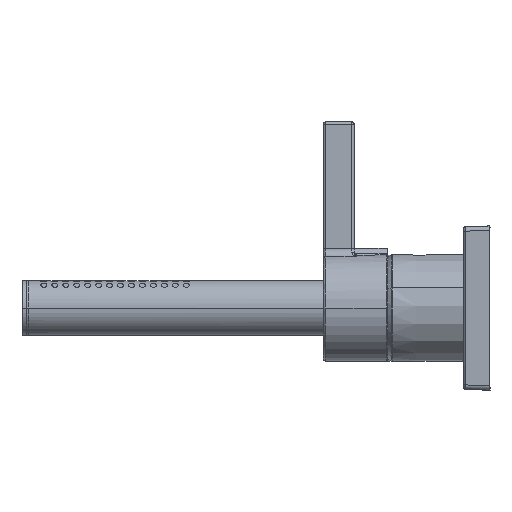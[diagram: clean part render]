
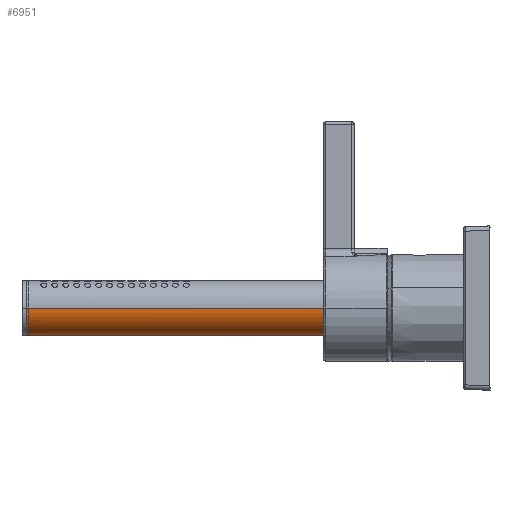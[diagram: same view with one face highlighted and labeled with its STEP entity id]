
A CAD part, left-side view. The second image highlights one B-rep face of the part: STEP entity #6951.
In plain terms, the highlighted cylindrical face has radius 12.5 mm (diameter 25 mm), a partial arc.
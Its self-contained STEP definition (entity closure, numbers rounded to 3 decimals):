
#23 = CARTESIAN_POINT ( 'NONE',  ( 2908.767, 3820.188, 5536.935 ) ) ;
#187 = CARTESIAN_POINT ( 'NONE',  ( 2914.972, 3820.188, 5546.221 ) ) ;
#390 = DIRECTION ( 'NONE',  ( 0., -1., 0. ) ) ;
#683 = DIRECTION ( 'NONE',  ( 0., -1., 0. ) ) ;
#696 = EDGE_CURVE ( 'NONE', #1317, #1167, #10648, .T. ) ;
#1065 = CARTESIAN_POINT ( 'NONE',  ( 2899.07, 3820.188, 5535.721 ) ) ;
#1167 = VERTEX_POINT ( 'NONE', #9590 ) ;
#1185 = CARTESIAN_POINT ( 'NONE',  ( 2889.972, 3820.188, 5547.858 ) ) ;
#1289 = VERTEX_POINT ( 'NONE', #6331 ) ;
#1317 = VERTEX_POINT ( 'NONE', #10187 ) ;
#1850 = DIRECTION ( 'NONE',  ( -1., 0., 0. ) ) ;
#2205 = CARTESIAN_POINT ( 'NONE',  ( 2902.472, 3635.588, 5547.858 ) ) ;
#2217 = AXIS2_PLACEMENT_3D ( 'NONE', #2205, #13673, #16172 ) ;
#2537 = CARTESIAN_POINT ( 'NONE',  ( 2910.154, 3820.188, 5537.862 ) ) ;
#2910 = CARTESIAN_POINT ( 'NONE',  ( 2914.972, 3820.188, 5547.858 ) ) ;
#3008 = CYLINDRICAL_SURFACE ( 'NONE', #12506, 12.5 ) ;
#3371 = CARTESIAN_POINT ( 'NONE',  ( 2889.972, 3820.188, 5546.235 ) ) ;
#3572 = CARTESIAN_POINT ( 'NONE',  ( 2890.292, 3820.188, 5544.613 ) ) ;
#3729 = ORIENTED_EDGE ( 'NONE', *, *, #696, .F. ) ;
#4773 = CARTESIAN_POINT ( 'NONE',  ( 2902.311, 3820.188, 5535.359 ) ) ;
#4983 = B_SPLINE_CURVE_WITH_KNOTS ( 'NONE', 3,
 ( #10900, #3371, #3572, #13562, #12281, #7323, #12224, #1065, #12162, #4773 ),
 .UNSPECIFIED., .F., .F.,
 ( 4, 2, 2, 2, 4 ),
 ( 0.502, 0.627, 0.751, 0.876, 1. ),
 .UNSPECIFIED. ) ;
#5168 = CARTESIAN_POINT ( 'NONE',  ( 2904.108, 3820.188, 5535.358 ) ) ;
#5689 = DIRECTION ( 'NONE',  ( 0., -1., 0. ) ) ;
#5768 = CARTESIAN_POINT ( 'NONE',  ( 2889.972, 3820.188, 5547.858 ) ) ;
#6280 = CARTESIAN_POINT ( 'NONE',  ( 2905.744, 3820.188, 5535.683 ) ) ;
#6331 = CARTESIAN_POINT ( 'NONE',  ( 2902.311, 3820.188, 5535.359 ) ) ;
#6760 = CARTESIAN_POINT ( 'NONE',  ( 2902.472, 3820.188, 5535.358 ) ) ;
#6951 = ADVANCED_FACE ( 'NONE', ( #8493 ), #3008, .T. ) ;
#7323 = CARTESIAN_POINT ( 'NONE',  ( 2894.717, 3820.188, 5537.921 ) ) ;
#7459 = VECTOR ( 'NONE', #390, 1000. ) ;
#8493 = FACE_OUTER_BOUND ( 'NONE', #13367, .T. ) ;
#8580 = EDGE_CURVE ( 'NONE', #10927, #1317, #15757, .T. ) ;
#8786 = CARTESIAN_POINT ( 'NONE',  ( 2912.468, 3820.188, 5540.176 ) ) ;
#8792 = ORIENTED_EDGE ( 'NONE', *, *, #13274, .T. ) ;
#8849 = CARTESIAN_POINT ( 'NONE',  ( 2902.472, 3820.188, 5535.358 ) ) ;
#8963 = CARTESIAN_POINT ( 'NONE',  ( 2914.972, 3820.188, 5547.858 ) ) ;
#9034 = CIRCLE ( 'NONE', #11008, 12.5 ) ;
#9478 = DIRECTION ( 'NONE',  ( 0., -1., 0. ) ) ;
#9590 = CARTESIAN_POINT ( 'NONE',  ( 2914.972, 3635.588, 5547.858 ) ) ;
#10096 = ORIENTED_EDGE ( 'NONE', *, *, #15907, .T. ) ;
#10187 = CARTESIAN_POINT ( 'NONE',  ( 2889.972, 3635.588, 5547.858 ) ) ;
#10378 = EDGE_CURVE ( 'NONE', #13640, #1167, #11389, .T. ) ;
#10527 = CARTESIAN_POINT ( 'NONE',  ( 2914.972, 3820.188, 5547.858 ) ) ;
#10648 = CIRCLE ( 'NONE', #2217, 12.5 ) ;
#10857 = CARTESIAN_POINT ( 'NONE',  ( 2902.472, 3820.188, 5547.858 ) ) ;
#10900 = CARTESIAN_POINT ( 'NONE',  ( 2889.972, 3820.188, 5547.858 ) ) ;
#10927 = VERTEX_POINT ( 'NONE', #1185 ) ;
#11008 = AXIS2_PLACEMENT_3D ( 'NONE', #14464, #5689, #1850 ) ;
#11291 = CARTESIAN_POINT ( 'NONE',  ( 2913.394, 3820.188, 5541.562 ) ) ;
#11389 = LINE ( 'NONE', #2910, #7459 ) ;
#12162 = CARTESIAN_POINT ( 'NONE',  ( 2900.688, 3820.188, 5535.38 ) ) ;
#12224 = CARTESIAN_POINT ( 'NONE',  ( 2896.084, 3820.188, 5536.991 ) ) ;
#12281 = CARTESIAN_POINT ( 'NONE',  ( 2892.436, 3820.188, 5540.231 ) ) ;
#12506 = AXIS2_PLACEMENT_3D ( 'NONE', #10857, #9478, #13187 ) ;
#13090 = ORIENTED_EDGE ( 'NONE', *, *, #14920, .T. ) ;
#13187 = DIRECTION ( 'NONE',  ( -1., 0., 0. ) ) ;
#13239 = VERTEX_POINT ( 'NONE', #6760 ) ;
#13274 = EDGE_CURVE ( 'NONE', #1289, #13239, #9034, .T. ) ;
#13367 = EDGE_LOOP ( 'NONE', ( #13090, #14606, #3729, #13662, #10096, #8792 ) ) ;
#13519 = B_SPLINE_CURVE_WITH_KNOTS ( 'NONE', 3,
 ( #8849, #5168, #6280, #23, #2537, #8786, #11291, #15094, #187, #8963 ),
 .UNSPECIFIED., .F., .F.,
 ( 4, 2, 2, 2, 4 ),
 ( 0., 0.126, 0.251, 0.377, 0.502 ),
 .UNSPECIFIED. ) ;
#13562 = CARTESIAN_POINT ( 'NONE',  ( 2891.524, 3820.188, 5541.61 ) ) ;
#13640 = VERTEX_POINT ( 'NONE', #10527 ) ;
#13662 = ORIENTED_EDGE ( 'NONE', *, *, #8580, .F. ) ;
#13673 = DIRECTION ( 'NONE',  ( 0., -1., 0. ) ) ;
#14464 = CARTESIAN_POINT ( 'NONE',  ( 2902.472, 3820.188, 5547.858 ) ) ;
#14606 = ORIENTED_EDGE ( 'NONE', *, *, #10378, .T. ) ;
#14920 = EDGE_CURVE ( 'NONE', #13239, #13640, #13519, .T. ) ;
#15094 = CARTESIAN_POINT ( 'NONE',  ( 2914.647, 3820.188, 5544.586 ) ) ;
#15363 = VECTOR ( 'NONE', #683, 1000. ) ;
#15757 = LINE ( 'NONE', #5768, #15363 ) ;
#15907 = EDGE_CURVE ( 'NONE', #10927, #1289, #4983, .T. ) ;
#16172 = DIRECTION ( 'NONE',  ( 1., 0., 0. ) ) ;
